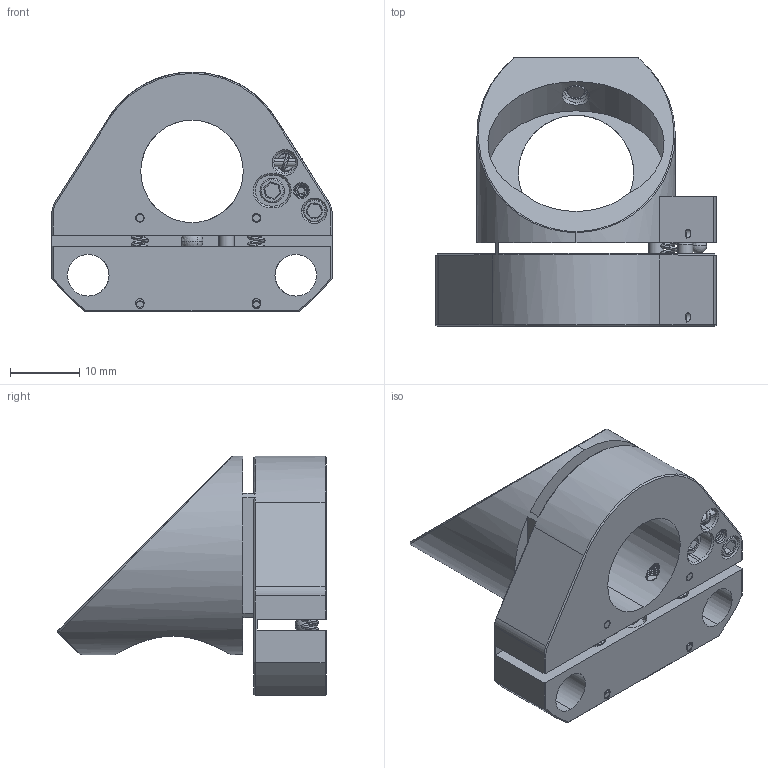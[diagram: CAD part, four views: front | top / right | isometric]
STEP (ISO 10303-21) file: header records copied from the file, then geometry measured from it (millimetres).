
FILE_DESCRIPTION((''),'2;1');
FILE_NAME('CSD-R_ASM','2023-03-25T17:32:39',('R&D'),(''),'CREO PARAMETRIC BY PTC INC, 2022162','CREO PARAMETRIC BY PTC INC, 2022162','');
FILE_SCHEMA(('CONFIG_CONTROL_DESIGN'));
Products named in the file (14): BALL_3_2; M2X12_HM; SPRING_2_5X13; M4X10_HS; M2X10_HM; M2X10_HS; M4X3_HS2; M5X8_HS; CSD-RA1; AXLE_1X5; M4X3_HSJ; BALL_1_2; SPRING_2_5X13_2; CSD-R_ASM
Assembly tree (20 placements, depth 2):
  CSD-R_ASM
    BALL_3_2
    M2X12_HM
    SPRING_2_5X13
    M4X10_HS
    M2X10_HM
    M2X10_HS
    M4X3_HS2  x2
    M5X8_HS
    CSD-RA1
    AXLE_1X5  x6
    M4X3_HSJ
    BALL_1_2
    SPRING_2_5X13_2  x2
Bounding box: 40.46 x 38.86 x 34.68 mm (x, y, z)
Volume: 12898.7 mm3; surface area: 10858.6 mm2
Topology: 20 solids, 20 shells, 1007 faces, 2560 edges, 1576 vertices
Faces by surface type: cylinder 371, bspline 244, plane 182, cone 137, torus 64, sphere 9
Entity records: 74353 total; most frequent: CARTESIAN_POINT 55205, ORIENTED_EDGE 4480, DIRECTION 2959, EDGE_CURVE 2240, VERTEX_POINT 1410, AXIS2_PLACEMENT_3D 1079, B_SPLINE_CURVE_WITH_KNOTS 1059, EDGE_LOOP 948
